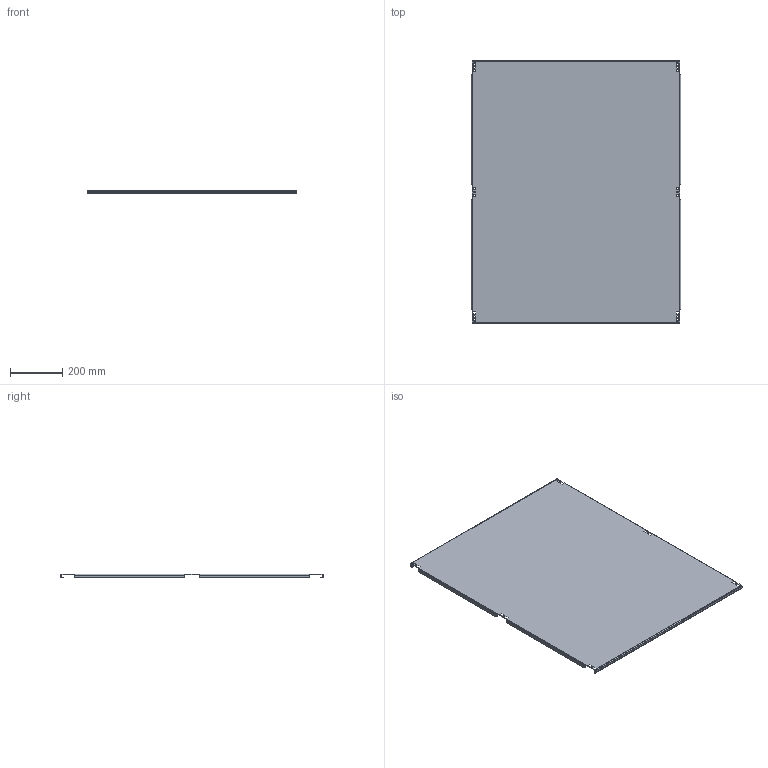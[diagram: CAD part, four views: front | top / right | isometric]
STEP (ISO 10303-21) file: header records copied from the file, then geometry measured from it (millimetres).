
FILE_DESCRIPTION (( 'STEP AP214' ), '1' );
FILE_NAME ('946.910.STEP', '2024-10-03T05:46:26', ( '' ), ( '' ), 'SwSTEP 2.0', 'SolidWorks 2021', '' );
FILE_SCHEMA (( 'AUTOMOTIVE_DESIGN' ));
Length unit declared in the file: millimetre
Products named in the file (1): 946.910
Bounding box: 799 x 1000 x 15 mm (x, y, z)
Volume: 1690524.6 mm3; surface area: 1699163.8 mm2
Topology: 1 solids, 1 shells, 138 faces, 360 edges, 224 vertices
Faces by surface type: plane 98, cylinder 40
Entity records: 4266 total; most frequent: CARTESIAN_POINT 723, ORIENTED_EDGE 720, DIRECTION 718, EDGE_CURVE 360, LINE 280, VECTOR 280, VERTEX_POINT 224, AXIS2_PLACEMENT_3D 219
